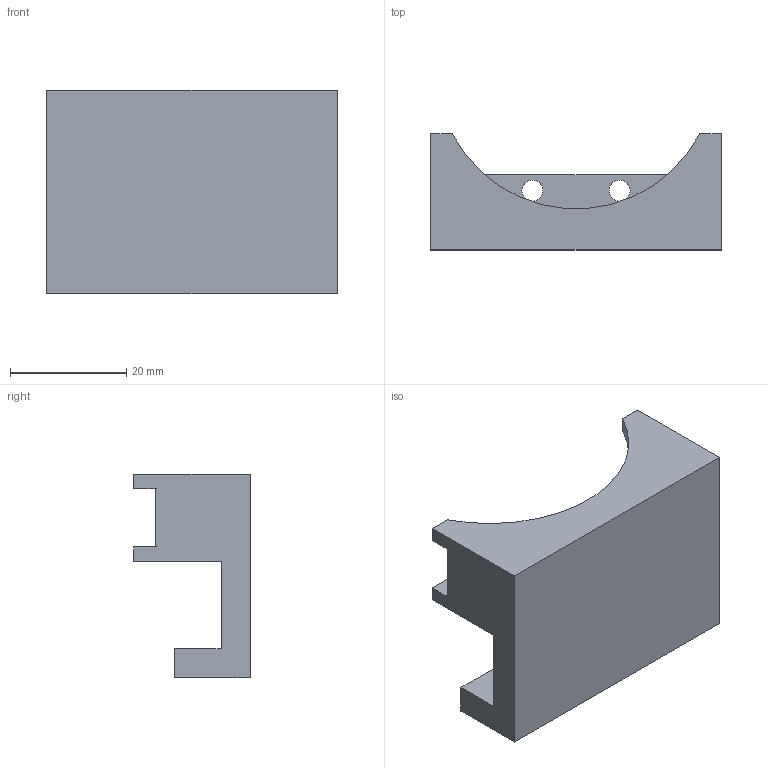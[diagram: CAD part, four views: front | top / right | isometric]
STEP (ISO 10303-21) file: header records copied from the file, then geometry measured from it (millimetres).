
FILE_DESCRIPTION(/* description */ (''),/* implementation_level */ '2;1');
FILE_NAME(/* name */ 'Lens Mount v3.step',/* time_stamp */ '2017-12-04T17:40:42-08:00',/* author */ ('sigma_4161'),/* organization */ (''),/* preprocessor_version */ 'ST-DEVELOPER v16.13',/* originating_system */ 'Autodesk Translation Framework v6.5.0.72',/* authorisation */ '');
FILE_SCHEMA (('AUTOMOTIVE_DESIGN { 1 0 10303 214 3 1 1 }'));
Length unit declared in the file: millimetre
Products named in the file (1): Lens Mount
Bounding box: 50 x 20 x 35 mm (x, y, z)
Volume: 13046.5 mm3; surface area: 7135.2 mm2
Topology: 1 solids, 1 shells, 20 faces, 54 edges, 36 vertices
Faces by surface type: plane 15, cylinder 5
Full cylindrical faces by diameter (mm): 3.6 x2
Entity records: 665 total; most frequent: CARTESIAN_POINT 111, ORIENTED_EDGE 108, DIRECTION 106, EDGE_CURVE 54, LINE 44, VECTOR 44, VERTEX_POINT 36, AXIS2_PLACEMENT_3D 31
